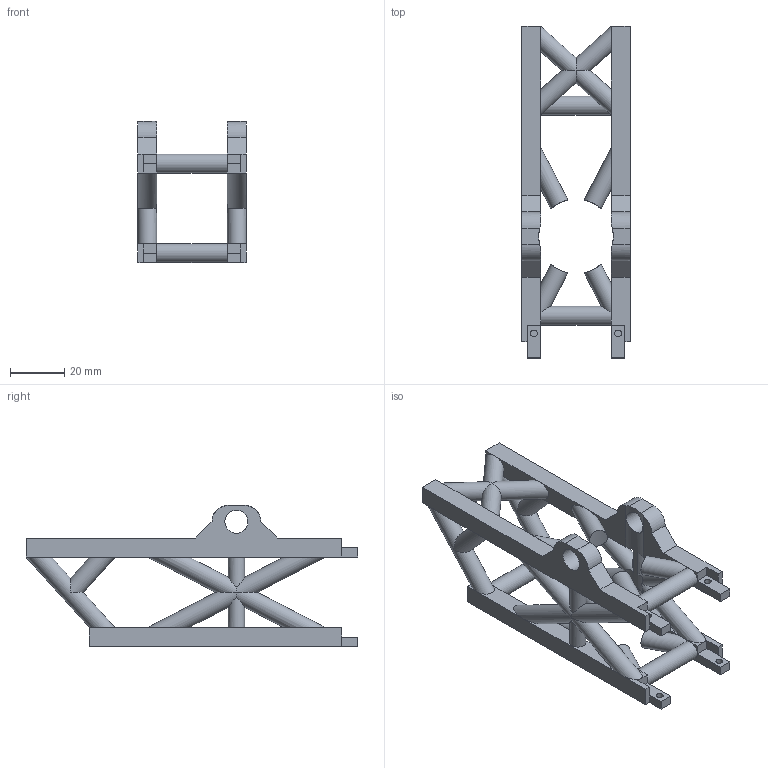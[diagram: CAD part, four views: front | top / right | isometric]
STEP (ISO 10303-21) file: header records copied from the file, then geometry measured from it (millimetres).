
FILE_DESCRIPTION(/* description */ (''),/* implementation_level */ '2;1');
FILE_NAME(/* name */ 'Jib_Counterweight_end_1.step',/* time_stamp */ '2025-11-29T00:22:31+07:00',/* author */ (''),/* organization */ (''),/* preprocessor_version */ 'ST-DEVELOPER v20.1',/* originating_system */ 'Autodesk Translation Framework v14.21.0.0',/* authorisation */ '');
FILE_SCHEMA (('AUTOMOTIVE_DESIGN { 1 0 10303 214 3 1 1 }'));
Length unit declared in the file: millimetre
Products named in the file (1): Jib_Counterweight_end
Bounding box: 40 x 122.25 x 52 mm (x, y, z)
Volume: 45398.3 mm3; surface area: 24562.5 mm2
Topology: 1 solids, 1 shells, 159 faces, 475 edges, 288 vertices
Faces by surface type: plane 106, cylinder 53
Full cylindrical faces by diameter (mm): 2.5 x4, 4 x2, 7 x27, 8.5 x2
Entity records: 6044 total; most frequent: CARTESIAN_POINT 1618, ORIENTED_EDGE 950, DIRECTION 937, EDGE_CURVE 475, AXIS2_PLACEMENT_3D 341, VERTEX_POINT 288, LINE 255, VECTOR 255
